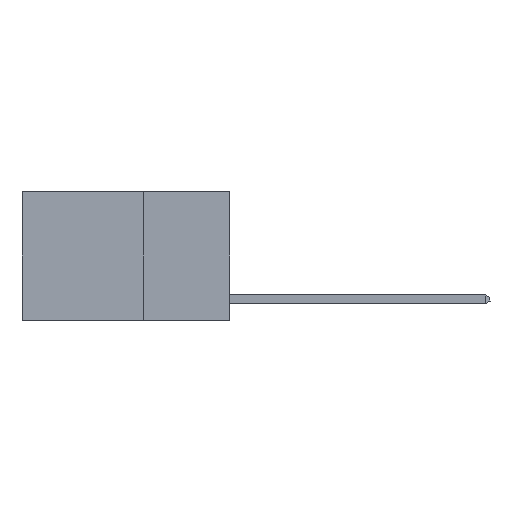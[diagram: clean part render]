
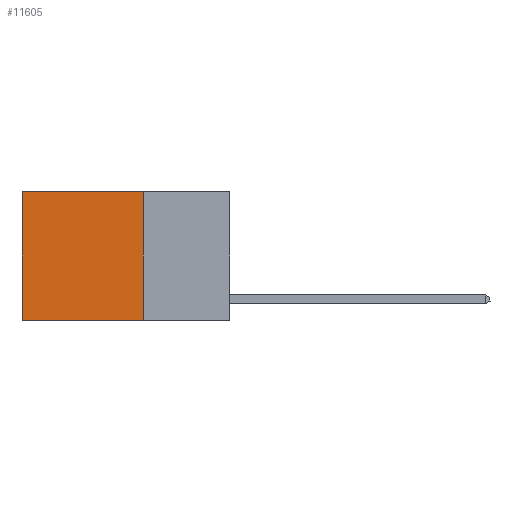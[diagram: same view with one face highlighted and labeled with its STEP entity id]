
A CAD part, left-side view. The second image highlights one B-rep face of the part: STEP entity #11605.
In plain terms, the highlighted planar face has unit normal (-1, 0, 0).
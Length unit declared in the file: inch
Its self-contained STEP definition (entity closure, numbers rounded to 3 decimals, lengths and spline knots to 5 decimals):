
#14 = VECTOR ( 'NONE', #5319, 39.37008 ) ;
#266 = EDGE_CURVE ( 'NONE', #12944, #4726, #3526, .T. ) ;
#1093 = CARTESIAN_POINT ( 'NONE',  ( 0.2625, 0.25, 0. ) ) ;
#1363 = ORIENTED_EDGE ( 'NONE', *, *, #266, .F. ) ;
#1617 = CARTESIAN_POINT ( 'NONE',  ( 0.2625, 0.6, 0. ) ) ;
#2202 = LINE ( 'NONE', #1093, #14 ) ;
#2961 = CARTESIAN_POINT ( 'NONE',  ( 0.2625, 0.25, 0. ) ) ;
#3399 = DIRECTION ( 'NONE',  ( 0., 1., 0. ) ) ;
#3526 = LINE ( 'NONE', #11894, #4900 ) ;
#3808 = ORIENTED_EDGE ( 'NONE', *, *, #5487, .T. ) ;
#3850 = EDGE_CURVE ( 'NONE', #8127, #12944, #2202, .T. ) ;
#3977 = FACE_OUTER_BOUND ( 'NONE', #5483, .T. ) ;
#4726 = VERTEX_POINT ( 'NONE', #13672 ) ;
#4900 = VECTOR ( 'NONE', #3399, 39.37008 ) ;
#5319 = DIRECTION ( 'NONE',  ( 0., 0., -1. ) ) ;
#5483 = EDGE_LOOP ( 'NONE', ( #6843, #1363, #10451, #3808 ) ) ;
#5487 = EDGE_CURVE ( 'NONE', #8127, #12231, #11397, .T. ) ;
#5869 = DIRECTION ( 'NONE',  ( 1., 0., 0. ) ) ;
#6189 = VECTOR ( 'NONE', #8962, 39.37008 ) ;
#6843 = ORIENTED_EDGE ( 'NONE', *, *, #11921, .T. ) ;
#7171 = PLANE ( 'NONE',  #7964 ) ;
#7834 = CARTESIAN_POINT ( 'NONE',  ( 0.2625, 0.6, 0. ) ) ;
#7964 = AXIS2_PLACEMENT_3D ( 'NONE', #13210, #5869, #11375 ) ;
#8127 = VERTEX_POINT ( 'NONE', #12394 ) ;
#8431 = CARTESIAN_POINT ( 'NONE',  ( 0.2625, 0.25, -0.37 ) ) ;
#8962 = DIRECTION ( 'NONE',  ( 0., 0., -1. ) ) ;
#10451 = ORIENTED_EDGE ( 'NONE', *, *, #3850, .F. ) ;
#11375 = DIRECTION ( 'NONE',  ( 0., 0., -1. ) ) ;
#11397 = LINE ( 'NONE', #2961, #11630 ) ;
#11605 = ADVANCED_FACE ( 'NONE', ( #3977 ), #7171, .F. ) ;
#11630 = VECTOR ( 'NONE', #13492, 39.37008 ) ;
#11894 = CARTESIAN_POINT ( 'NONE',  ( 0.2625, 0.25, -0.37 ) ) ;
#11921 = EDGE_CURVE ( 'NONE', #12231, #4726, #13248, .T. ) ;
#12231 = VERTEX_POINT ( 'NONE', #7834 ) ;
#12394 = CARTESIAN_POINT ( 'NONE',  ( 0.2625, 0.25, 0. ) ) ;
#12944 = VERTEX_POINT ( 'NONE', #8431 ) ;
#13210 = CARTESIAN_POINT ( 'NONE',  ( 0.2625, 0.25, 0. ) ) ;
#13248 = LINE ( 'NONE', #1617, #6189 ) ;
#13492 = DIRECTION ( 'NONE',  ( 0., 1., 0. ) ) ;
#13672 = CARTESIAN_POINT ( 'NONE',  ( 0.2625, 0.6, -0.37 ) ) ;
